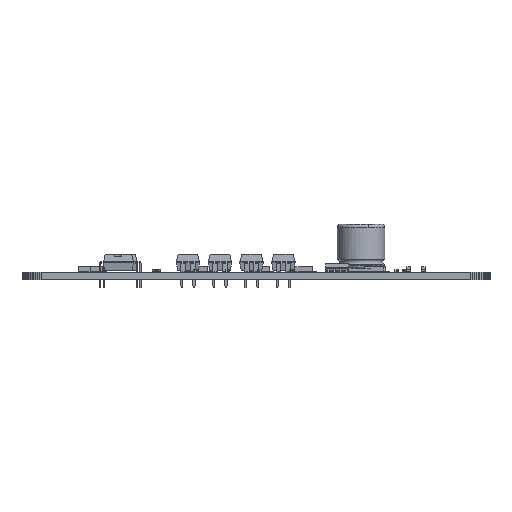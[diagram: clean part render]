
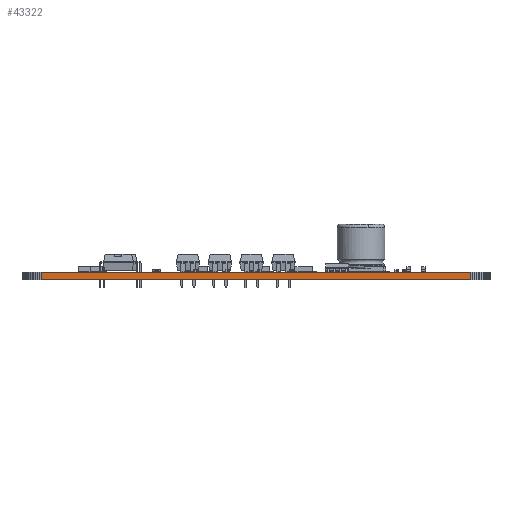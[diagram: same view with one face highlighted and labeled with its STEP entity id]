
A CAD part, left-side view. The second image highlights one B-rep face of the part: STEP entity #43322.
In plain terms, the highlighted planar face has unit normal (-1, 0, 0).
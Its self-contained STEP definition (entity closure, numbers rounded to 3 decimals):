
#24898 = PLANE('',#24899);
#24899 = AXIS2_PLACEMENT_3D('',#24900,#24901,#24902);
#24900 = CARTESIAN_POINT('',(147.,-117.,1.58));
#24901 = DIRECTION('',(-0.,-0.,-1.));
#24902 = DIRECTION('',(-1.,0.,0.));
#24952 = PLANE('',#24953);
#24953 = AXIS2_PLACEMENT_3D('',#24954,#24955,#24956);
#24954 = CARTESIAN_POINT('',(147.,-117.,0.));
#24955 = DIRECTION('',(-0.,-0.,-1.));
#24956 = DIRECTION('',(-1.,0.,0.));
#26405 = VERTEX_POINT('',#26406);
#26406 = CARTESIAN_POINT('',(98.,-162.,0.));
#26420 = PLANE('',#26421);
#26421 = AXIS2_PLACEMENT_3D('',#26422,#26423,#26424);
#26422 = CARTESIAN_POINT('',(98.019,-162.392,0.));
#26423 = DIRECTION('',(-0.999,-0.049,0.));
#26424 = DIRECTION('',(-0.049,0.999,0.));
#26432 = EDGE_CURVE('',#26405,#26433,#26435,.T.);
#26433 = VERTEX_POINT('',#26434);
#26434 = CARTESIAN_POINT('',(98.,-72.,0.));
#26435 = SURFACE_CURVE('',#26436,(#26440,#26447),.PCURVE_S1.);
#26436 = LINE('',#26437,#26438);
#26437 = CARTESIAN_POINT('',(98.,-162.,0.));
#26438 = VECTOR('',#26439,1.);
#26439 = DIRECTION('',(0.,1.,0.));
#26440 = PCURVE('',#24952,#26441);
#26441 = DEFINITIONAL_REPRESENTATION('',(#26442),#26446);
#26442 = LINE('',#26443,#26444);
#26443 = CARTESIAN_POINT('',(49.,-45.));
#26444 = VECTOR('',#26445,1.);
#26445 = DIRECTION('',(0.,1.));
#26446 = ( GEOMETRIC_REPRESENTATION_CONTEXT(2) 
PARAMETRIC_REPRESENTATION_CONTEXT() REPRESENTATION_CONTEXT('2D SPACE',''
  ) );
#26447 = PCURVE('',#26448,#26453);
#26448 = PLANE('',#26449);
#26449 = AXIS2_PLACEMENT_3D('',#26450,#26451,#26452);
#26450 = CARTESIAN_POINT('',(98.,-162.,0.));
#26451 = DIRECTION('',(-1.,0.,0.));
#26452 = DIRECTION('',(0.,1.,0.));
#26453 = DEFINITIONAL_REPRESENTATION('',(#26454),#26458);
#26454 = LINE('',#26455,#26456);
#26455 = CARTESIAN_POINT('',(0.,0.));
#26456 = VECTOR('',#26457,1.);
#26457 = DIRECTION('',(1.,0.));
#26458 = ( GEOMETRIC_REPRESENTATION_CONTEXT(2) 
PARAMETRIC_REPRESENTATION_CONTEXT() REPRESENTATION_CONTEXT('2D SPACE',''
  ) );
#26476 = PLANE('',#26477);
#26477 = AXIS2_PLACEMENT_3D('',#26478,#26479,#26480);
#26478 = CARTESIAN_POINT('',(98.,-72.,0.));
#26479 = DIRECTION('',(-0.999,0.049,0.));
#26480 = DIRECTION('',(0.049,0.999,0.));
#35562 = VERTEX_POINT('',#35563);
#35563 = CARTESIAN_POINT('',(98.,-162.,1.58));
#35584 = EDGE_CURVE('',#35562,#35585,#35587,.T.);
#35585 = VERTEX_POINT('',#35586);
#35586 = CARTESIAN_POINT('',(98.,-72.,1.58));
#35587 = SURFACE_CURVE('',#35588,(#35592,#35599),.PCURVE_S1.);
#35588 = LINE('',#35589,#35590);
#35589 = CARTESIAN_POINT('',(98.,-162.,1.58));
#35590 = VECTOR('',#35591,1.);
#35591 = DIRECTION('',(0.,1.,0.));
#35592 = PCURVE('',#24898,#35593);
#35593 = DEFINITIONAL_REPRESENTATION('',(#35594),#35598);
#35594 = LINE('',#35595,#35596);
#35595 = CARTESIAN_POINT('',(49.,-45.));
#35596 = VECTOR('',#35597,1.);
#35597 = DIRECTION('',(0.,1.));
#35598 = ( GEOMETRIC_REPRESENTATION_CONTEXT(2) 
PARAMETRIC_REPRESENTATION_CONTEXT() REPRESENTATION_CONTEXT('2D SPACE',''
  ) );
#35599 = PCURVE('',#26448,#35600);
#35600 = DEFINITIONAL_REPRESENTATION('',(#35601),#35605);
#35601 = LINE('',#35602,#35603);
#35602 = CARTESIAN_POINT('',(0.,-1.58));
#35603 = VECTOR('',#35604,1.);
#35604 = DIRECTION('',(1.,0.));
#35605 = ( GEOMETRIC_REPRESENTATION_CONTEXT(2) 
PARAMETRIC_REPRESENTATION_CONTEXT() REPRESENTATION_CONTEXT('2D SPACE',''
  ) );
#43272 = EDGE_CURVE('',#26433,#35585,#43273,.T.);
#43273 = SURFACE_CURVE('',#43274,(#43278,#43285),.PCURVE_S1.);
#43274 = LINE('',#43275,#43276);
#43275 = CARTESIAN_POINT('',(98.,-72.,0.));
#43276 = VECTOR('',#43277,1.);
#43277 = DIRECTION('',(0.,0.,1.));
#43278 = PCURVE('',#26476,#43279);
#43279 = DEFINITIONAL_REPRESENTATION('',(#43280),#43284);
#43280 = LINE('',#43281,#43282);
#43281 = CARTESIAN_POINT('',(0.,0.));
#43282 = VECTOR('',#43283,1.);
#43283 = DIRECTION('',(0.,-1.));
#43284 = ( GEOMETRIC_REPRESENTATION_CONTEXT(2) 
PARAMETRIC_REPRESENTATION_CONTEXT() REPRESENTATION_CONTEXT('2D SPACE',''
  ) );
#43285 = PCURVE('',#26448,#43286);
#43286 = DEFINITIONAL_REPRESENTATION('',(#43287),#43291);
#43287 = LINE('',#43288,#43289);
#43288 = CARTESIAN_POINT('',(90.,0.));
#43289 = VECTOR('',#43290,1.);
#43290 = DIRECTION('',(0.,-1.));
#43291 = ( GEOMETRIC_REPRESENTATION_CONTEXT(2) 
PARAMETRIC_REPRESENTATION_CONTEXT() REPRESENTATION_CONTEXT('2D SPACE',''
  ) );
#43322 = ADVANCED_FACE('',(#43323),#26448,.T.);
#43323 = FACE_BOUND('',#43324,.T.);
#43324 = EDGE_LOOP('',(#43325,#43346,#43347,#43348));
#43325 = ORIENTED_EDGE('',*,*,#43326,.T.);
#43326 = EDGE_CURVE('',#26405,#35562,#43327,.T.);
#43327 = SURFACE_CURVE('',#43328,(#43332,#43339),.PCURVE_S1.);
#43328 = LINE('',#43329,#43330);
#43329 = CARTESIAN_POINT('',(98.,-162.,0.));
#43330 = VECTOR('',#43331,1.);
#43331 = DIRECTION('',(0.,0.,1.));
#43332 = PCURVE('',#26448,#43333);
#43333 = DEFINITIONAL_REPRESENTATION('',(#43334),#43338);
#43334 = LINE('',#43335,#43336);
#43335 = CARTESIAN_POINT('',(0.,0.));
#43336 = VECTOR('',#43337,1.);
#43337 = DIRECTION('',(0.,-1.));
#43338 = ( GEOMETRIC_REPRESENTATION_CONTEXT(2) 
PARAMETRIC_REPRESENTATION_CONTEXT() REPRESENTATION_CONTEXT('2D SPACE',''
  ) );
#43339 = PCURVE('',#26420,#43340);
#43340 = DEFINITIONAL_REPRESENTATION('',(#43341),#43345);
#43341 = LINE('',#43342,#43343);
#43342 = CARTESIAN_POINT('',(0.393,0.));
#43343 = VECTOR('',#43344,1.);
#43344 = DIRECTION('',(0.,-1.));
#43345 = ( GEOMETRIC_REPRESENTATION_CONTEXT(2) 
PARAMETRIC_REPRESENTATION_CONTEXT() REPRESENTATION_CONTEXT('2D SPACE',''
  ) );
#43346 = ORIENTED_EDGE('',*,*,#35584,.T.);
#43347 = ORIENTED_EDGE('',*,*,#43272,.F.);
#43348 = ORIENTED_EDGE('',*,*,#26432,.F.);
